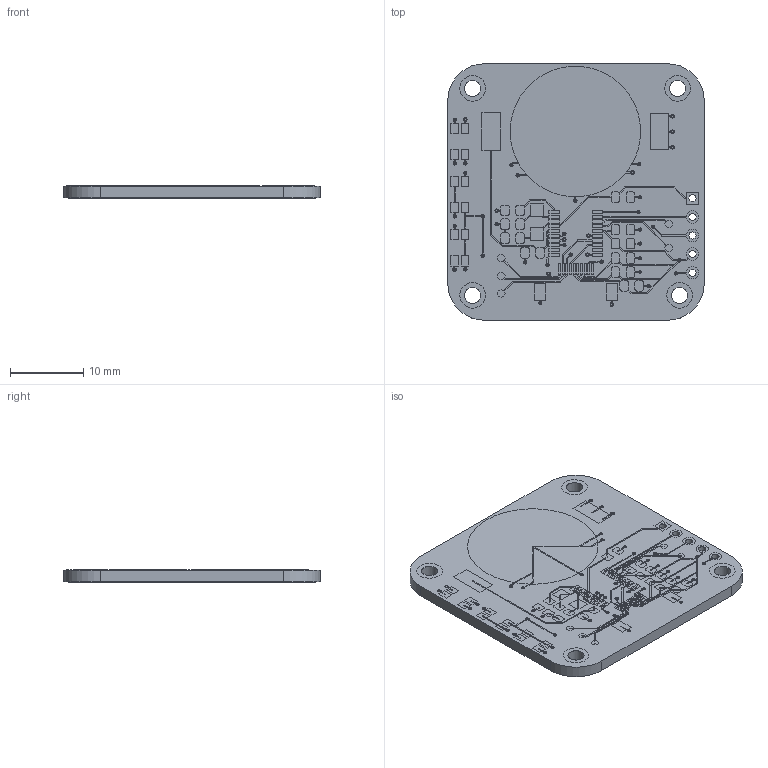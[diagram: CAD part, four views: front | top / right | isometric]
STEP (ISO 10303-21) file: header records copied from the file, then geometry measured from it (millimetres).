
FILE_DESCRIPTION(('FreeCAD Model'),'2;1');
FILE_NAME('board.step', '2019-06-16T16:49:23',('Author'),(''), 'Open CASCADE STEP processor 7.0','FreeCAD','Unknown');
FILE_SCHEMA(('AUTOMOTIVE_DESIGN { 1 0 10303 214 1 1 1 1 }'));
Length unit declared in the file: millimetre
Products named in the file (8): kicad; Board_Geoms; Pcb; Open CASCADE STEP translator 7.0 1.1.1.1; topTracks; botTracks; PCB_Sketch; Step_Models
Assembly tree (7 placements, depth 4):
  kicad
    Board_Geoms
      Pcb
        Open CASCADE STEP translator 7.0 1.1.1.1
      topTracks
      botTracks
      PCB_Sketch
    Step_Models
Bounding box: 35 x 35 x 1.7 mm (x, y, z)
Volume: 1895.1 mm3; surface area: 4106.2 mm2
Topology: 1 solids, 246 shells, 264 faces, 4839 edges, 4830 vertices
Faces by surface type: plane 251, cylinder 13
Full cylindrical faces by diameter (mm): 1 x5, 2.2 x4
Entity records: 77744 total; most frequent: CARTESIAN_POINT 14979, DIRECTION 10269, LINE 9665, VECTOR 9665, ORIENTED_EDGE 4882, PCURVE 4882, DEFINITIONAL_REPRESENTATION 4882, EDGE_CURVE 4831
